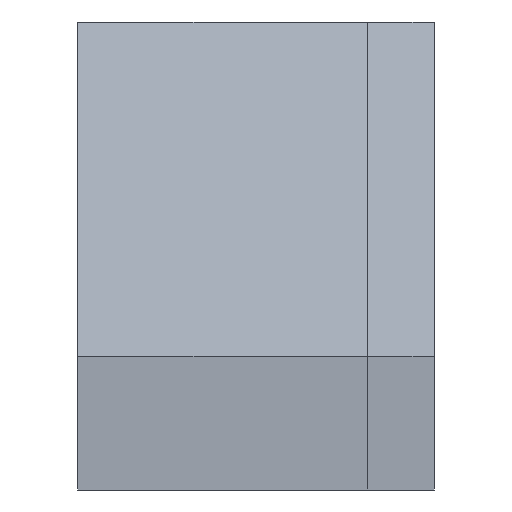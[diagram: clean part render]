
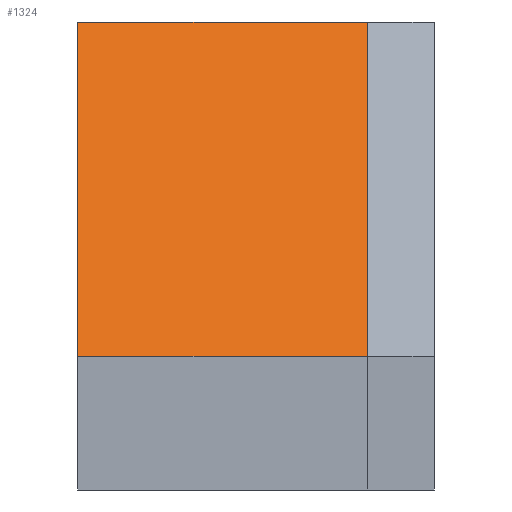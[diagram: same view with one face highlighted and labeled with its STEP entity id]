
A CAD part, left-side view. The second image highlights one B-rep face of the part: STEP entity #1324.
In plain terms, the highlighted planar face has unit normal (-0.858, 0, 0.514).
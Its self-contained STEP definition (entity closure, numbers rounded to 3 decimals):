
#398 = VERTEX_POINT('',#399);
#399 = CARTESIAN_POINT('',(-11.,8.5,15.));
#405 = EDGE_CURVE('',#398,#406,#408,.T.);
#406 = VERTEX_POINT('',#407);
#407 = CARTESIAN_POINT('',(-20.,8.5,-0.));
#408 = LINE('',#409,#410);
#409 = CARTESIAN_POINT('',(-11.,8.5,15.));
#410 = VECTOR('',#411,1.);
#411 = DIRECTION('',(-0.514,0.,-0.857));
#1306 = EDGE_CURVE('',#1307,#398,#1309,.T.);
#1307 = VERTEX_POINT('',#1308);
#1308 = CARTESIAN_POINT('',(-11.,-4.5,15.));
#1309 = LINE('',#1310,#1311);
#1310 = CARTESIAN_POINT('',(-11.,-4.5,15.));
#1311 = VECTOR('',#1312,1.);
#1312 = DIRECTION('',(0.,1.,0.));
#1324 = ADVANCED_FACE('',(#1325),#1343,.T.);
#1325 = FACE_BOUND('',#1326,.T.);
#1326 = EDGE_LOOP('',(#1327,#1328,#1329,#1337));
#1327 = ORIENTED_EDGE('',*,*,#1306,.T.);
#1328 = ORIENTED_EDGE('',*,*,#405,.T.);
#1329 = ORIENTED_EDGE('',*,*,#1330,.F.);
#1330 = EDGE_CURVE('',#1331,#406,#1333,.T.);
#1331 = VERTEX_POINT('',#1332);
#1332 = CARTESIAN_POINT('',(-20.,-4.5,0.));
#1333 = LINE('',#1334,#1335);
#1334 = CARTESIAN_POINT('',(-20.,-4.5,0.));
#1335 = VECTOR('',#1336,1.);
#1336 = DIRECTION('',(0.,1.,0.));
#1337 = ORIENTED_EDGE('',*,*,#1338,.F.);
#1338 = EDGE_CURVE('',#1307,#1331,#1339,.T.);
#1339 = LINE('',#1340,#1341);
#1340 = CARTESIAN_POINT('',(-11.,-4.5,15.));
#1341 = VECTOR('',#1342,1.);
#1342 = DIRECTION('',(-0.514,0.,-0.857));
#1343 = PLANE('',#1344);
#1344 = AXIS2_PLACEMENT_3D('',#1345,#1346,#1347);
#1345 = CARTESIAN_POINT('',(-11.,-4.5,15.));
#1346 = DIRECTION('',(-0.857,0.,0.514));
#1347 = DIRECTION('',(-0.514,0.,-0.857));
